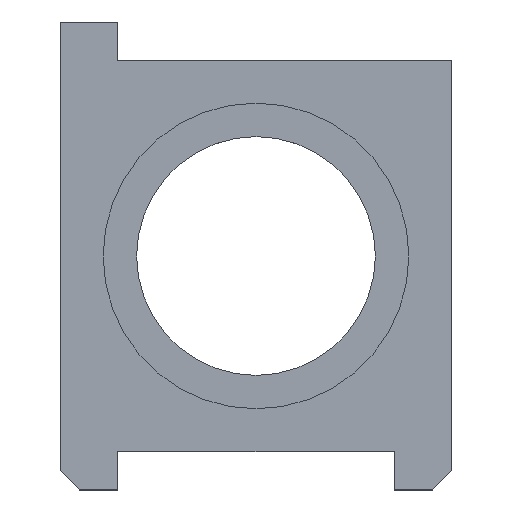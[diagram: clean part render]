
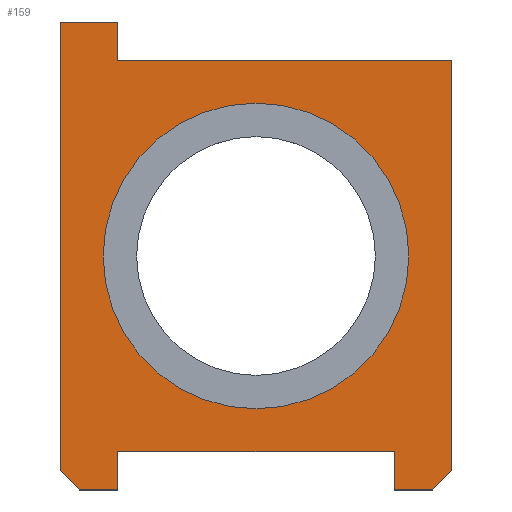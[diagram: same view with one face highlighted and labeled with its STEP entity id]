
A CAD part, top view. The second image highlights one B-rep face of the part: STEP entity #159.
In plain terms, the highlighted planar face has unit normal (0, 0, 1).
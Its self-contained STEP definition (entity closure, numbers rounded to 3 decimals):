
#6 = PLANE ( 'NONE',  #353 ) ;
#10 = LINE ( 'NONE', #132, #377 ) ;
#13 = DIRECTION ( 'NONE',  ( 1., 0., 0. ) ) ;
#26 = LINE ( 'NONE', #410, #783 ) ;
#33 = EDGE_CURVE ( 'NONE', #438, #301, #178, .T. ) ;
#42 = AXIS2_PLACEMENT_3D ( 'NONE', #460, #269, #212 ) ;
#47 = EDGE_CURVE ( 'NONE', #476, #720, #113, .T. ) ;
#59 = FACE_BOUND ( 'NONE', #110, .T. ) ;
#70 = DIRECTION ( 'NONE',  ( -1., 0., 0. ) ) ;
#83 = CARTESIAN_POINT ( 'NONE',  ( -14.5, 20.5, 1.5 ) ) ;
#87 = EDGE_CURVE ( 'NONE', #309, #415, #797, .T. ) ;
#92 = VERTEX_POINT ( 'NONE', #527 ) ;
#94 = CARTESIAN_POINT ( 'NONE',  ( 20.5, -22.5, 1.5 ) ) ;
#96 = ORIENTED_EDGE ( 'NONE', *, *, #481, .T. ) ;
#98 = CARTESIAN_POINT ( 'NONE',  ( -20.5, -24.5, 1.5 ) ) ;
#110 = EDGE_LOOP ( 'NONE', ( #422, #480 ) ) ;
#113 = LINE ( 'NONE', #374, #190 ) ;
#118 = LINE ( 'NONE', #450, #502 ) ;
#132 = CARTESIAN_POINT ( 'NONE',  ( -18.5, -24.5, 1.5 ) ) ;
#133 = CARTESIAN_POINT ( 'NONE',  ( -18.5, -24.5, 1.5 ) ) ;
#136 = DIRECTION ( 'NONE',  ( 1., 0., 0. ) ) ;
#142 = EDGE_CURVE ( 'NONE', #491, #682, #10, .T. ) ;
#150 = VECTOR ( 'NONE', #136, 1000. ) ;
#159 = ADVANCED_FACE ( 'NONE', ( #59, #644 ), #6, .F. ) ;
#162 = CIRCLE ( 'NONE', #42, 16. ) ;
#163 = VERTEX_POINT ( 'NONE', #463 ) ;
#166 = CARTESIAN_POINT ( 'NONE',  ( 20.5, -22.5, 1.5 ) ) ;
#170 = LINE ( 'NONE', #551, #355 ) ;
#178 = LINE ( 'NONE', #433, #627 ) ;
#187 = LINE ( 'NONE', #248, #600 ) ;
#190 = VECTOR ( 'NONE', #623, 1000. ) ;
#195 = EDGE_CURVE ( 'NONE', #163, #491, #26, .T. ) ;
#200 = LINE ( 'NONE', #462, #150 ) ;
#212 = DIRECTION ( 'NONE',  ( 1., 0., 0. ) ) ;
#218 = EDGE_LOOP ( 'NONE', ( #505, #408, #690, #430, #396, #96, #815, #594, #753, #456, #674, #356 ) ) ;
#220 = DIRECTION ( 'NONE',  ( 0.707, 0.707, 0. ) ) ;
#226 = DIRECTION ( 'NONE',  ( 0., -1., 0. ) ) ;
#227 = CARTESIAN_POINT ( 'NONE',  ( 14.5, -24.5, 1.5 ) ) ;
#248 = CARTESIAN_POINT ( 'NONE',  ( -20.5, 24.5, 1.5 ) ) ;
#258 = VECTOR ( 'NONE', #220, 1000. ) ;
#259 = DIRECTION ( 'NONE',  ( 0., 0., -1. ) ) ;
#268 = DIRECTION ( 'NONE',  ( 0., 1., 0. ) ) ;
#269 = DIRECTION ( 'NONE',  ( 0., 0., 1. ) ) ;
#272 = DIRECTION ( 'NONE',  ( 0., 0., 1. ) ) ;
#292 = EDGE_CURVE ( 'NONE', #720, #296, #118, .T. ) ;
#296 = VERTEX_POINT ( 'NONE', #649 ) ;
#301 = VERTEX_POINT ( 'NONE', #774 ) ;
#309 = VERTEX_POINT ( 'NONE', #778 ) ;
#316 = EDGE_CURVE ( 'NONE', #301, #809, #660, .T. ) ;
#353 = AXIS2_PLACEMENT_3D ( 'NONE', #520, #259, #70 ) ;
#355 = VECTOR ( 'NONE', #361, 1000. ) ;
#356 = ORIENTED_EDGE ( 'NONE', *, *, #47, .T. ) ;
#361 = DIRECTION ( 'NONE',  ( 0., 1., 0. ) ) ;
#368 = VECTOR ( 'NONE', #588, 1000. ) ;
#374 = CARTESIAN_POINT ( 'NONE',  ( 14.5, -20.5, 1.5 ) ) ;
#377 = VECTOR ( 'NONE', #391, 1000. ) ;
#389 = EDGE_CURVE ( 'NONE', #296, #400, #668, .T. ) ;
#391 = DIRECTION ( 'NONE',  ( 0.707, -0.707, 0. ) ) ;
#392 = LINE ( 'NONE', #642, #405 ) ;
#396 = ORIENTED_EDGE ( 'NONE', *, *, #316, .T. ) ;
#400 = VERTEX_POINT ( 'NONE', #166 ) ;
#405 = VECTOR ( 'NONE', #268, 1000. ) ;
#408 = ORIENTED_EDGE ( 'NONE', *, *, #389, .T. ) ;
#410 = CARTESIAN_POINT ( 'NONE',  ( -20.5, -20.5, 1.5 ) ) ;
#415 = VERTEX_POINT ( 'NONE', #485 ) ;
#422 = ORIENTED_EDGE ( 'NONE', *, *, #497, .F. ) ;
#425 = LINE ( 'NONE', #98, #735 ) ;
#430 = ORIENTED_EDGE ( 'NONE', *, *, #33, .T. ) ;
#433 = CARTESIAN_POINT ( 'NONE',  ( -20.5, 20.5, 1.5 ) ) ;
#438 = VERTEX_POINT ( 'NONE', #590 ) ;
#439 = CARTESIAN_POINT ( 'NONE',  ( 14.5, -20.5, 1.5 ) ) ;
#450 = CARTESIAN_POINT ( 'NONE',  ( 20.5, -24.5, 1.5 ) ) ;
#456 = ORIENTED_EDGE ( 'NONE', *, *, #683, .T. ) ;
#460 = CARTESIAN_POINT ( 'NONE',  ( 0., 0., 1.5 ) ) ;
#462 = CARTESIAN_POINT ( 'NONE',  ( -20.5, -20.5, 1.5 ) ) ;
#463 = CARTESIAN_POINT ( 'NONE',  ( -20.5, 24.5, 1.5 ) ) ;
#476 = VERTEX_POINT ( 'NONE', #439 ) ;
#480 = ORIENTED_EDGE ( 'NONE', *, *, #87, .F. ) ;
#481 = EDGE_CURVE ( 'NONE', #809, #163, #187, .T. ) ;
#485 = CARTESIAN_POINT ( 'NONE',  ( 16., 0., 1.5 ) ) ;
#488 = CARTESIAN_POINT ( 'NONE',  ( -14.5, -20.5, 1.5 ) ) ;
#491 = VERTEX_POINT ( 'NONE', #506 ) ;
#497 = EDGE_CURVE ( 'NONE', #415, #309, #162, .T. ) ;
#502 = VECTOR ( 'NONE', #695, 1000. ) ;
#505 = ORIENTED_EDGE ( 'NONE', *, *, #292, .T. ) ;
#506 = CARTESIAN_POINT ( 'NONE',  ( -20.5, -22.5, 1.5 ) ) ;
#520 = CARTESIAN_POINT ( 'NONE',  ( 0., 0., 1.5 ) ) ;
#527 = CARTESIAN_POINT ( 'NONE',  ( -14.5, -24.5, 1.5 ) ) ;
#534 = EDGE_CURVE ( 'NONE', #682, #92, #425, .T. ) ;
#551 = CARTESIAN_POINT ( 'NONE',  ( 20.5, -20.5, 1.5 ) ) ;
#557 = DIRECTION ( 'NONE',  ( -1., 0., 0. ) ) ;
#570 = DIRECTION ( 'NONE',  ( -1., 0., 0. ) ) ;
#583 = EDGE_CURVE ( 'NONE', #744, #476, #200, .T. ) ;
#588 = DIRECTION ( 'NONE',  ( 0., 1., 0. ) ) ;
#590 = CARTESIAN_POINT ( 'NONE',  ( 20.5, 20.5, 1.5 ) ) ;
#594 = ORIENTED_EDGE ( 'NONE', *, *, #142, .T. ) ;
#600 = VECTOR ( 'NONE', #570, 1000. ) ;
#623 = DIRECTION ( 'NONE',  ( 0., -1., 0. ) ) ;
#627 = VECTOR ( 'NONE', #557, 1000. ) ;
#642 = CARTESIAN_POINT ( 'NONE',  ( -14.5, -20.5, 1.5 ) ) ;
#644 = FACE_OUTER_BOUND ( 'NONE', #218, .T. ) ;
#649 = CARTESIAN_POINT ( 'NONE',  ( 18.5, -24.5, 1.5 ) ) ;
#660 = LINE ( 'NONE', #83, #368 ) ;
#668 = LINE ( 'NONE', #94, #258 ) ;
#674 = ORIENTED_EDGE ( 'NONE', *, *, #583, .T. ) ;
#682 = VERTEX_POINT ( 'NONE', #133 ) ;
#683 = EDGE_CURVE ( 'NONE', #92, #744, #392, .T. ) ;
#690 = ORIENTED_EDGE ( 'NONE', *, *, #818, .T. ) ;
#695 = DIRECTION ( 'NONE',  ( 1., 0., 0. ) ) ;
#720 = VERTEX_POINT ( 'NONE', #227 ) ;
#731 = CARTESIAN_POINT ( 'NONE',  ( -14.5, 24.5, 1.5 ) ) ;
#735 = VECTOR ( 'NONE', #805, 1000. ) ;
#744 = VERTEX_POINT ( 'NONE', #488 ) ;
#749 = AXIS2_PLACEMENT_3D ( 'NONE', #776, #272, #13 ) ;
#753 = ORIENTED_EDGE ( 'NONE', *, *, #534, .T. ) ;
#774 = CARTESIAN_POINT ( 'NONE',  ( -14.5, 20.5, 1.5 ) ) ;
#776 = CARTESIAN_POINT ( 'NONE',  ( 0., 0., 1.5 ) ) ;
#778 = CARTESIAN_POINT ( 'NONE',  ( -16., 0., 1.5 ) ) ;
#783 = VECTOR ( 'NONE', #226, 1000. ) ;
#797 = CIRCLE ( 'NONE', #749, 16. ) ;
#805 = DIRECTION ( 'NONE',  ( 1., 0., 0. ) ) ;
#809 = VERTEX_POINT ( 'NONE', #731 ) ;
#815 = ORIENTED_EDGE ( 'NONE', *, *, #195, .T. ) ;
#818 = EDGE_CURVE ( 'NONE', #400, #438, #170, .T. ) ;
